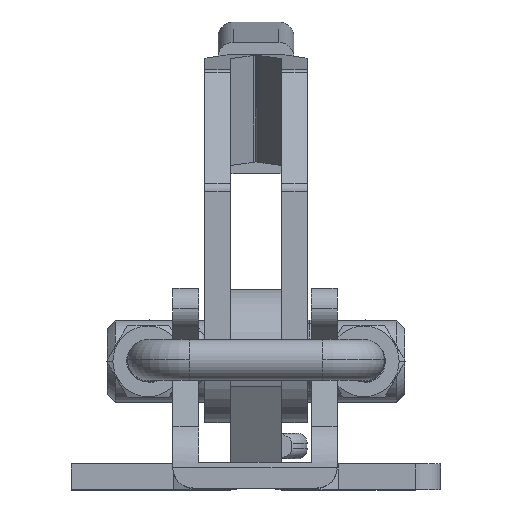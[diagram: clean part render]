
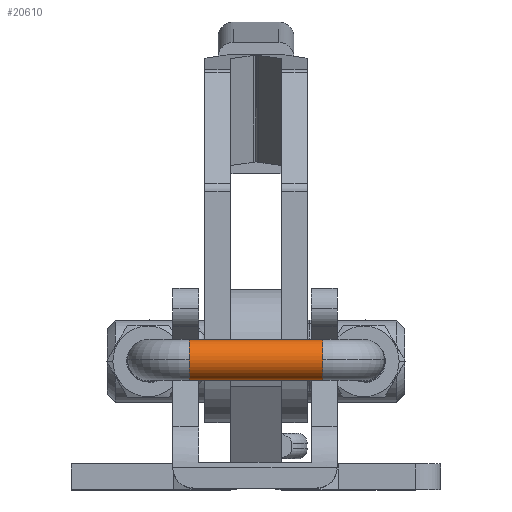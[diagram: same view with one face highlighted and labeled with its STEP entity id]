
A CAD part, top view. The second image highlights one B-rep face of the part: STEP entity #20610.
In plain terms, the highlighted cylindrical face has radius 2 mm (diameter 4 mm), a partial arc.
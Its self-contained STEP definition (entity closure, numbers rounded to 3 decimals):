
#4025 = CARTESIAN_POINT ( 'NONE',  ( -90., 4., 2. ) ) ;
#4031 = CARTESIAN_POINT ( 'NONE',  ( -90., 17., 2. ) ) ;
#4108 = DIRECTION ( 'NONE',  ( 0., 1., 0. ) ) ;
#4109 = VECTOR ( 'NONE', #4108, 1000. ) ;
#4110 = CARTESIAN_POINT ( 'NONE',  ( -90., 4., 2. ) ) ;
#4111 = LINE ( 'NONE', #4110, #4109 ) ;
#4240 = DIRECTION ( 'NONE',  ( 0., 1., 0. ) ) ;
#4241 = VECTOR ( 'NONE', #4240, 1000. ) ;
#4242 = CARTESIAN_POINT ( 'NONE',  ( -90., 4., -2. ) ) ;
#4243 = LINE ( 'NONE', #4242, #4241 ) ;
#10865 = FACE_OUTER_BOUND ( 'NONE', #20613, .T. ) ;
#10866 = DIRECTION ( 'NONE',  ( 0., 0., -1. ) ) ;
#10867 = DIRECTION ( 'NONE',  ( 0., -1., 0. ) ) ;
#10868 = CARTESIAN_POINT ( 'NONE',  ( -90., 17., 0. ) ) ;
#10869 = AXIS2_PLACEMENT_3D ( 'NONE', #10868, #10867, #10866 ) ;
#10874 = CIRCLE ( 'NONE', #10869, 2. ) ;
#10883 = DIRECTION ( 'NONE',  ( 0., 0., -1. ) ) ;
#10884 = DIRECTION ( 'NONE',  ( 0., -1., 0. ) ) ;
#10885 = CARTESIAN_POINT ( 'NONE',  ( -90., 4., 0. ) ) ;
#10886 = AXIS2_PLACEMENT_3D ( 'NONE', #10885, #10884, #10883 ) ;
#10890 = CIRCLE ( 'NONE', #10886, 2. ) ;
#10915 = DIRECTION ( 'NONE',  ( 0., 0., 1. ) ) ;
#10916 = DIRECTION ( 'NONE',  ( 0., 1., 0. ) ) ;
#10917 = CARTESIAN_POINT ( 'NONE',  ( -90., 4., 0. ) ) ;
#10918 = AXIS2_PLACEMENT_3D ( 'NONE', #10917, #10916, #10915 ) ;
#10919 = CYLINDRICAL_SURFACE ( 'NONE', #10918, 2. ) ;
#14972 = VERTEX_POINT ( 'NONE', #40130 ) ;
#15072 = EDGE_CURVE ( 'NONE', #15104, #15075, #40586, .T. ) ;
#15075 = VERTEX_POINT ( 'NONE', #40685 ) ;
#15104 = VERTEX_POINT ( 'NONE', #40655 ) ;
#15128 = EDGE_CURVE ( 'NONE', #14972, #15130, #40651, .T. ) ;
#15130 = VERTEX_POINT ( 'NONE', #40642 ) ;
#20568 = ORIENTED_EDGE ( 'NONE', *, *, #20570, .F. ) ;
#20570 = EDGE_CURVE ( 'NONE', #34040, #15104, #10890, .T. ) ;
#20572 = ORIENTED_EDGE ( 'NONE', *, *, #34074, .T. ) ;
#20574 = ORIENTED_EDGE ( 'NONE', *, *, #20601, .T. ) ;
#20576 = ORIENTED_EDGE ( 'NONE', *, *, #15128, .T. ) ;
#20601 = EDGE_CURVE ( 'NONE', #34049, #14972, #10874, .T. ) ;
#20610 = ADVANCED_FACE ( 'NONE', ( #10865 ), #10919, .T. ) ;
#20613 = EDGE_LOOP ( 'NONE', ( #20615, #20617, #20568, #20572, #20574, #20576 ) ) ;
#20615 = ORIENTED_EDGE ( 'NONE', *, *, #34159, .F. ) ;
#20617 = ORIENTED_EDGE ( 'NONE', *, *, #15072, .F. ) ;
#34040 = VERTEX_POINT ( 'NONE', #4025 ) ;
#34049 = VERTEX_POINT ( 'NONE', #4031 ) ;
#34074 = EDGE_CURVE ( 'NONE', #34040, #34049, #4111, .T. ) ;
#34159 = EDGE_CURVE ( 'NONE', #15075, #15130, #4243, .T. ) ;
#40130 = CARTESIAN_POINT ( 'NONE',  ( -92., 17., 0. ) ) ;
#40586 = CIRCLE ( 'NONE', #40691, 2. ) ;
#40642 = CARTESIAN_POINT ( 'NONE',  ( -90., 17., -2. ) ) ;
#40644 = DIRECTION ( 'NONE',  ( 0., 0., -1. ) ) ;
#40646 = DIRECTION ( 'NONE',  ( 0., -1., 0. ) ) ;
#40648 = CARTESIAN_POINT ( 'NONE',  ( -90., 17., 0. ) ) ;
#40650 = AXIS2_PLACEMENT_3D ( 'NONE', #40648, #40646, #40644 ) ;
#40651 = CIRCLE ( 'NONE', #40650, 2. ) ;
#40655 = CARTESIAN_POINT ( 'NONE',  ( -92., 4., 0. ) ) ;
#40685 = CARTESIAN_POINT ( 'NONE',  ( -90., 4., -2. ) ) ;
#40687 = DIRECTION ( 'NONE',  ( 0., 0., -1. ) ) ;
#40689 = DIRECTION ( 'NONE',  ( 0., -1., 0. ) ) ;
#40690 = CARTESIAN_POINT ( 'NONE',  ( -90., 4., 0. ) ) ;
#40691 = AXIS2_PLACEMENT_3D ( 'NONE', #40690, #40689, #40687 ) ;
